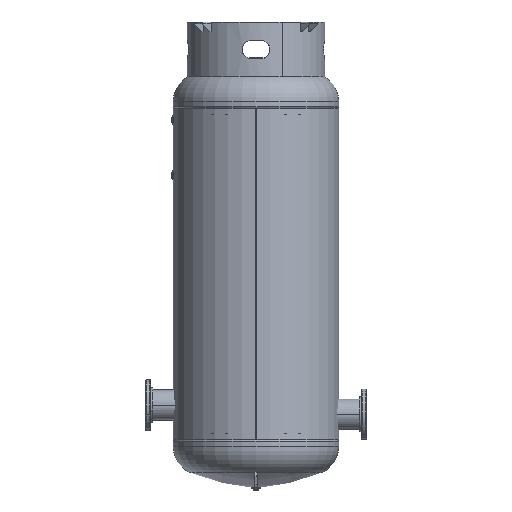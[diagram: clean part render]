
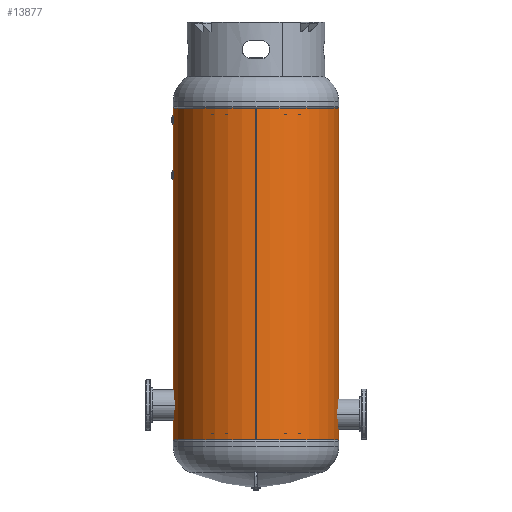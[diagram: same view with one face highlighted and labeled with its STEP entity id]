
A CAD part, left-side view. The second image highlights one B-rep face of the part: STEP entity #13877.
In plain terms, the highlighted cylindrical face has radius 457.2 mm (diameter 914.4 mm), a full revolution.
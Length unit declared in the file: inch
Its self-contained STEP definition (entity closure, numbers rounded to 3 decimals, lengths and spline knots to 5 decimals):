
#2600 = ORIENTED_EDGE ( 'NONE', *, *, #2880, .T. ) ;
#2601 = ORIENTED_EDGE ( 'NONE', *, *, #2870, .F. ) ;
#2602 = ORIENTED_EDGE ( 'NONE', *, *, #2872, .F. ) ;
#2603 = ORIENTED_EDGE ( 'NONE', *, *, #2844, .T. ) ;
#2844 = EDGE_CURVE ( 'NONE', #4877, #4852, #12390, .T. ) ;
#2870 = EDGE_CURVE ( 'NONE', #4884, #4848, #12463, .T. ) ;
#2872 = EDGE_CURVE ( 'NONE', #4877, #4884, #3064, .T. ) ;
#2880 = EDGE_CURVE ( 'NONE', #4852, #4848, #3077, .T. ) ;
#3017 = VECTOR ( 'NONE', #12395, 39.37008 ) ;
#3064 = CIRCLE ( 'NONE', #3073, 18. ) ;
#3067 = VECTOR ( 'NONE', #12472, 39.37008 ) ;
#3073 = AXIS2_PLACEMENT_3D ( 'NONE', #12481, #12483, #12484 ) ;
#3077 = CIRCLE ( 'NONE', #3088, 18. ) ;
#3088 = AXIS2_PLACEMENT_3D ( 'NONE', #12532, #12534, #12536 ) ;
#4848 = VERTEX_POINT ( 'NONE', #11452 ) ;
#4852 = VERTEX_POINT ( 'NONE', #11456 ) ;
#4877 = VERTEX_POINT ( 'NONE', #11467 ) ;
#4884 = VERTEX_POINT ( 'NONE', #11471 ) ;
#5721 = AXIS2_PLACEMENT_3D ( 'NONE', #17497, #17493, #17500 ) ;
#11452 = CARTESIAN_POINT ( 'NONE',  ( -18., 0., -36. ) ) ;
#11456 = CARTESIAN_POINT ( 'NONE',  ( -18., -0.0006, -36. ) ) ;
#11467 = CARTESIAN_POINT ( 'NONE',  ( -18., -0.0006, 36. ) ) ;
#11471 = CARTESIAN_POINT ( 'NONE',  ( -18., 0., 36. ) ) ;
#12386 = CARTESIAN_POINT ( 'NONE',  ( -18., -0.0006, 36. ) ) ;
#12390 = LINE ( 'NONE', #12386, #3017 ) ;
#12395 = DIRECTION ( 'NONE',  ( 0., 0., -1. ) ) ;
#12462 = CARTESIAN_POINT ( 'NONE',  ( -18., 0., 36. ) ) ;
#12463 = LINE ( 'NONE', #12462, #3067 ) ;
#12472 = DIRECTION ( 'NONE',  ( 0., 0., -1. ) ) ;
#12481 = CARTESIAN_POINT ( 'NONE',  ( 0., 0., 36. ) ) ;
#12483 = DIRECTION ( 'NONE',  ( 0., 0., 1. ) ) ;
#12484 = DIRECTION ( 'NONE',  ( 1., 0., 0. ) ) ;
#12532 = CARTESIAN_POINT ( 'NONE',  ( 0., 0., -36. ) ) ;
#12534 = DIRECTION ( 'NONE',  ( 0., 0., 1. ) ) ;
#12536 = DIRECTION ( 'NONE',  ( 1., 0., 0. ) ) ;
#13877 = ADVANCED_FACE ( 'NONE', ( #17496 ), #17499, .T. ) ;
#14102 = EDGE_LOOP ( 'NONE', ( #2600, #2601, #2602, #2603 ) ) ;
#17493 = DIRECTION ( 'NONE',  ( 0., 0., -1. ) ) ;
#17496 = FACE_OUTER_BOUND ( 'NONE', #14102, .T. ) ;
#17497 = CARTESIAN_POINT ( 'NONE',  ( 0., 0., 36. ) ) ;
#17499 = CYLINDRICAL_SURFACE ( 'NONE', #5721, 18. ) ;
#17500 = DIRECTION ( 'NONE',  ( -1., 0., 0. ) ) ;
